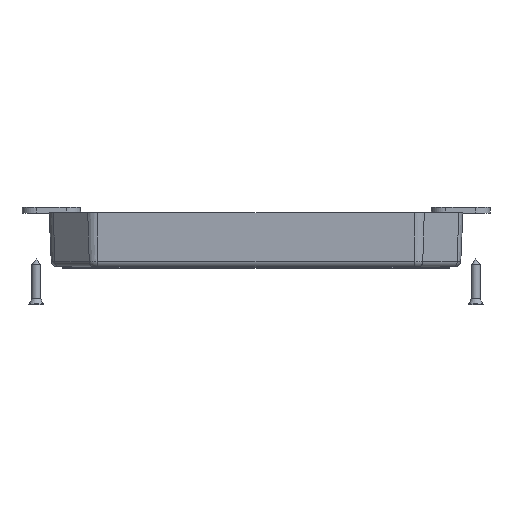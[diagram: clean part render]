
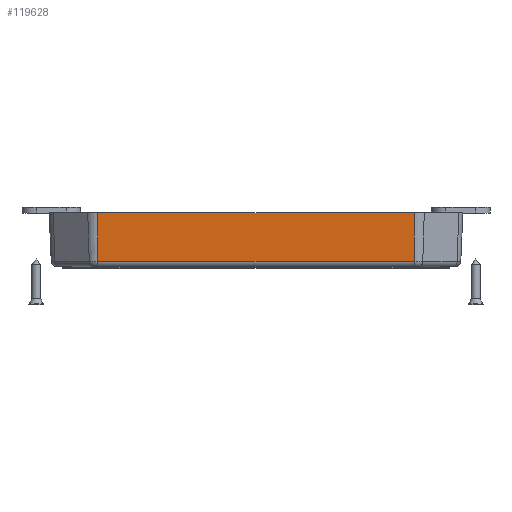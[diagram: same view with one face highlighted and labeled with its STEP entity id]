
A CAD part, left-side view. The second image highlights one B-rep face of the part: STEP entity #119628.
In plain terms, the highlighted planar face has unit normal (-0.999, 0, -0.044).
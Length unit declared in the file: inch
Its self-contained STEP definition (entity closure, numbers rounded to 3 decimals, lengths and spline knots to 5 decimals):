
#1435 = LINE ( 'NONE', #95426, #98237 ) ;
#6324 = VERTEX_POINT ( 'NONE', #12250 ) ;
#7503 = PLANE ( 'NONE',  #124616 ) ;
#7781 = LINE ( 'NONE', #91939, #73685 ) ;
#12250 = CARTESIAN_POINT ( 'NONE',  ( -2.85433, -2.18224, 0.00787 ) ) ;
#17610 = EDGE_CURVE ( 'NONE', #34707, #6324, #7781, .T. ) ;
#17699 = VERTEX_POINT ( 'NONE', #124046 ) ;
#22479 = ORIENTED_EDGE ( 'NONE', *, *, #31147, .F. ) ;
#31147 = EDGE_CURVE ( 'NONE', #34707, #124207, #103715, .T. ) ;
#31599 = VECTOR ( 'NONE', #78225, 39.37008 ) ;
#34707 = VERTEX_POINT ( 'NONE', #127562 ) ;
#35750 = CARTESIAN_POINT ( 'NONE',  ( -2.85433, 2.18224, 0.00787 ) ) ;
#39532 = EDGE_LOOP ( 'NONE', ( #66841, #69527, #115181, #22479 ) ) ;
#47423 = DIRECTION ( 'NONE',  ( 0., 1., 0. ) ) ;
#48843 = DIRECTION ( 'NONE',  ( -0.044, 0., 0.999 ) ) ;
#49926 = CARTESIAN_POINT ( 'NONE',  ( -2.85433, 2.99099, 0.00787 ) ) ;
#66841 = ORIENTED_EDGE ( 'NONE', *, *, #17610, .T. ) ;
#69527 = ORIENTED_EDGE ( 'NONE', *, *, #123488, .F. ) ;
#71731 = CARTESIAN_POINT ( 'NONE',  ( -2.82496, -2.18224, -0.66485 ) ) ;
#73685 = VECTOR ( 'NONE', #48843, 39.37008 ) ;
#78225 = DIRECTION ( 'NONE',  ( 0., -1., 0. ) ) ;
#85415 = CARTESIAN_POINT ( 'NONE',  ( -2.82496, 2.18224, -0.66485 ) ) ;
#91939 = CARTESIAN_POINT ( 'NONE',  ( -2.82496, -2.18224, -0.66485 ) ) ;
#92352 = DIRECTION ( 'NONE',  ( -0.999, 0., -0.044 ) ) ;
#95426 = CARTESIAN_POINT ( 'NONE',  ( -2.85433, 2.18224, 0.00787 ) ) ;
#98237 = VECTOR ( 'NONE', #105871, 39.37008 ) ;
#98341 = EDGE_CURVE ( 'NONE', #17699, #124207, #1435, .T. ) ;
#100779 = FACE_OUTER_BOUND ( 'NONE', #39532, .T. ) ;
#103715 = LINE ( 'NONE', #71731, #112268 ) ;
#105871 = DIRECTION ( 'NONE',  ( 0.044, 0., -0.999 ) ) ;
#112268 = VECTOR ( 'NONE', #47423, 39.37008 ) ;
#115181 = ORIENTED_EDGE ( 'NONE', *, *, #98341, .T. ) ;
#119628 = ADVANCED_FACE ( 'NONE', ( #100779 ), #7503, .T. ) ;
#123488 = EDGE_CURVE ( 'NONE', #17699, #6324, #131132, .T. ) ;
#124046 = CARTESIAN_POINT ( 'NONE',  ( -2.85433, 2.18224, 0.00787 ) ) ;
#124207 = VERTEX_POINT ( 'NONE', #85415 ) ;
#124616 = AXIS2_PLACEMENT_3D ( 'NONE', #49926, #92352, #134873 ) ;
#127562 = CARTESIAN_POINT ( 'NONE',  ( -2.82496, -2.18224, -0.66485 ) ) ;
#131132 = LINE ( 'NONE', #35750, #31599 ) ;
#134873 = DIRECTION ( 'NONE',  ( -0.044, 0., 0.999 ) ) ;
